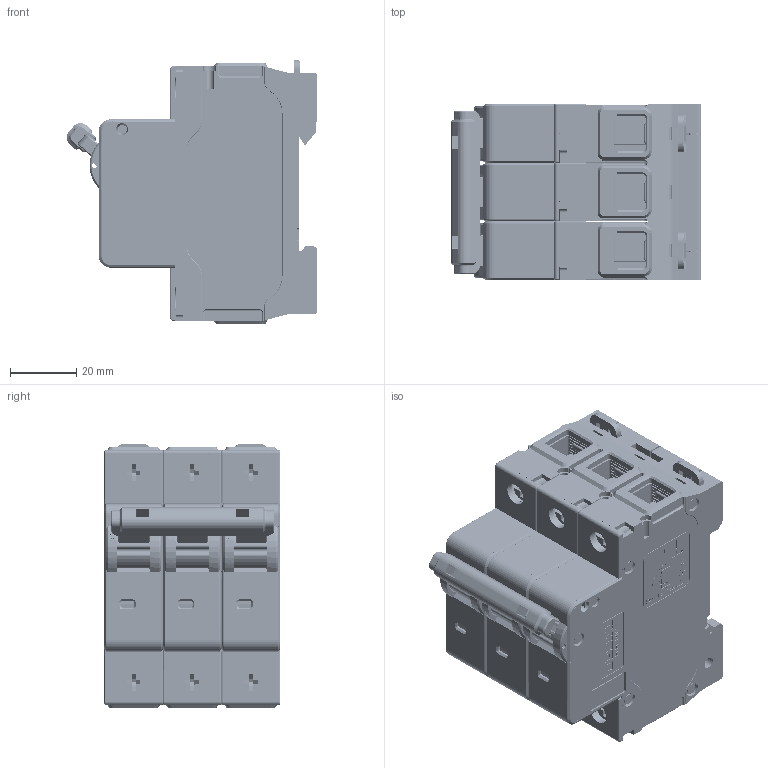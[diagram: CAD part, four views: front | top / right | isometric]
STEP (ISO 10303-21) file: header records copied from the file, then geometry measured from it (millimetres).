
FILE_DESCRIPTION((''),'2;1');
FILE_NAME('CDB6H-3P','2023-11-06T',('shuo.dai'),(''),'PRO/ENGINEER BY PARAMETRIC TECHNOLOGY CORPORATION, 2015440','PRO/ENGINEER BY PARAMETRIC TECHNOLOGY CORPORATION, 2015440','');
FILE_SCHEMA(('CONFIG_CONTROL_DESIGN'));
Products named in the file (1): CDB6H-3P
Bounding box: 75.7 x 53.25 x 79.9 mm (x, y, z)
Volume: 186421.5 mm3; surface area: 85238.2 mm2
Topology: 7 solids, 13 shells, 11478 faces, 31545 edges, 20356 vertices
Faces by surface type: plane 7230, cylinder 2342, extrusion 1001, cone 376, torus 274, bspline 177, sphere 78
Entity records: 383091 total; most frequent: CARTESIAN_POINT 94684, ORIENTED_EDGE 63048, DIRECTION 54790, EDGE_CURVE 31524, VECTOR 23382, LINE 22381, VERTEX_POINT 20356, AXIS2_PLACEMENT_3D 15704
